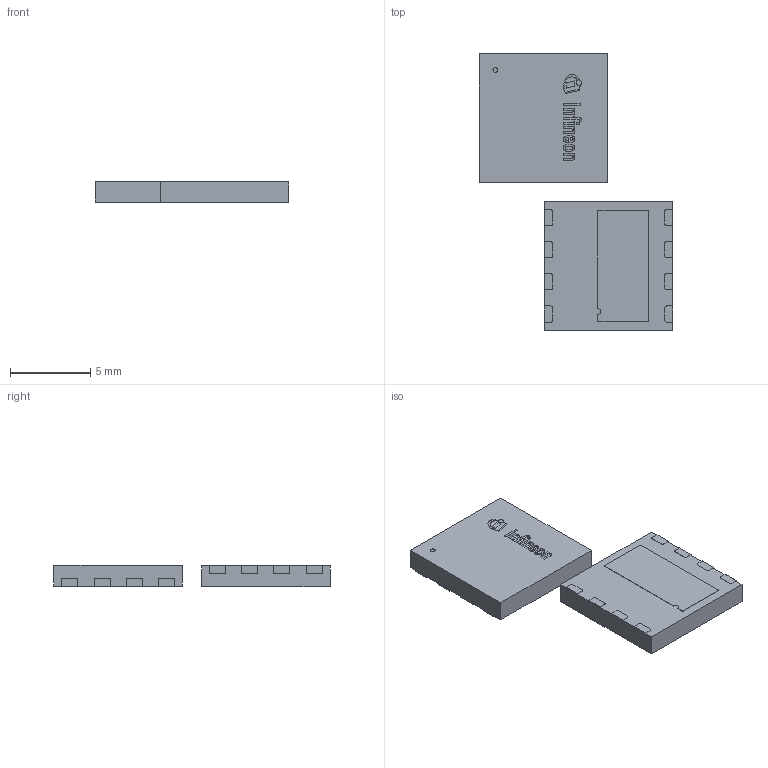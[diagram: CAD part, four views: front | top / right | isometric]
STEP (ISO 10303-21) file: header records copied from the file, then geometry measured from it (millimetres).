
FILE_DESCRIPTION(/* description */ (''),/* implementation_level */ '2;1');
FILE_NAME(/* name */ 'PG-LSON-8-1_Z8B00185003_V05_3D.stp',/* time_stamp */ '2023-09-07T18:54:53+05:00',/* author */ ('Subramani'),/* organization */ (''),/* preprocessor_version */ 'ST-DEVELOPER v16.13',/* originating_system */ 'AutoCAD Mechanical',/* authorisation */ '');
FILE_SCHEMA (('AUTOMOTIVE_DESIGN { 1 0 10303 214 3 1 1 }'));
Length unit declared in the file: millimetre
Products named in the file (1): Product
Bounding box: 12.06 x 17.2 x 1.36 mm (x, y, z)
Volume: 192.1 mm3; surface area: 494.9 mm2
Topology: 46 solids, 46 shells, 390 faces, 888 edges, 592 vertices
Faces by surface type: plane 306, cylinder 52, bspline 32
Full cylindrical faces by diameter (mm): 0.168 x2, 0.3 x4, 0.342 x2
Entity records: 11395 total; most frequent: CARTESIAN_POINT 2763, ORIENTED_EDGE 1768, DIRECTION 1642, EDGE_CURVE 884, LINE 716, VECTOR 716, VERTEX_POINT 592, AXIS2_PLACEMENT_3D 463
